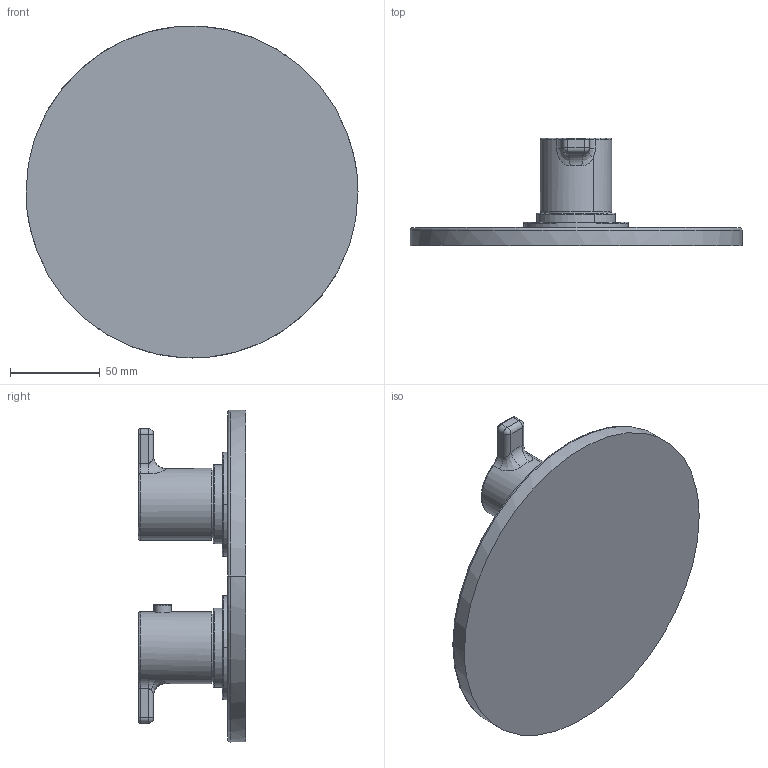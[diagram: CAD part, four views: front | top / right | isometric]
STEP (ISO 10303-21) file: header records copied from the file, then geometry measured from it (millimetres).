
FILE_DESCRIPTION(('CATIA V5 STEP Exchange','CAx-IF Rec.Pracs.--- Model Styling and Organization---1.5--- 2016-08-15','CAx-IF Rec.Pracs.---Supplemental Geometry---1.0---2011-11-01','CAx-IF Rec.Pracs.--- Composite Materials ---3.4---2017-06-13','CAx-IF Rec.Pracs.---Tessellated 3D Geometry---1.0---2015-12-17'),'2;1');
FILE_NAME('C20BT030 - rendering.stp','2022-04-04T09:15:24+00:00',('none'),('none'),'CATIA Version 5-6 Release 2020 SP2','CATIA V5 STEP AP242 v2','none');
FILE_SCHEMA(('AP242_MANAGED_MODEL_BASED_3D_ENGINEERING_MIM_LF {1 0 10303 442 1 1 4}'));
Length unit declared in the file: millimetre
Products named in the file (1): Standard Part 2017
Bounding box: 185 x 59.8 x 185 mm (x, y, z)
Volume: 410491.3 mm3; surface area: 74365.6 mm2
Topology: 1 solids, 1 shells, 95 faces, 204 edges, 116 vertices
Faces by surface type: cylinder 40, torus 26, plane 19, bspline 6, sphere 4
Entity records: 2923 total; most frequent: CARTESIAN_POINT 1032, ORIENTED_EDGE 400, DIRECTION 319, EDGE_CURVE 200, AXIS2_PLACEMENT_3D 190, CIRCLE 119, VERTEX_POINT 116, EDGE_LOOP 104
